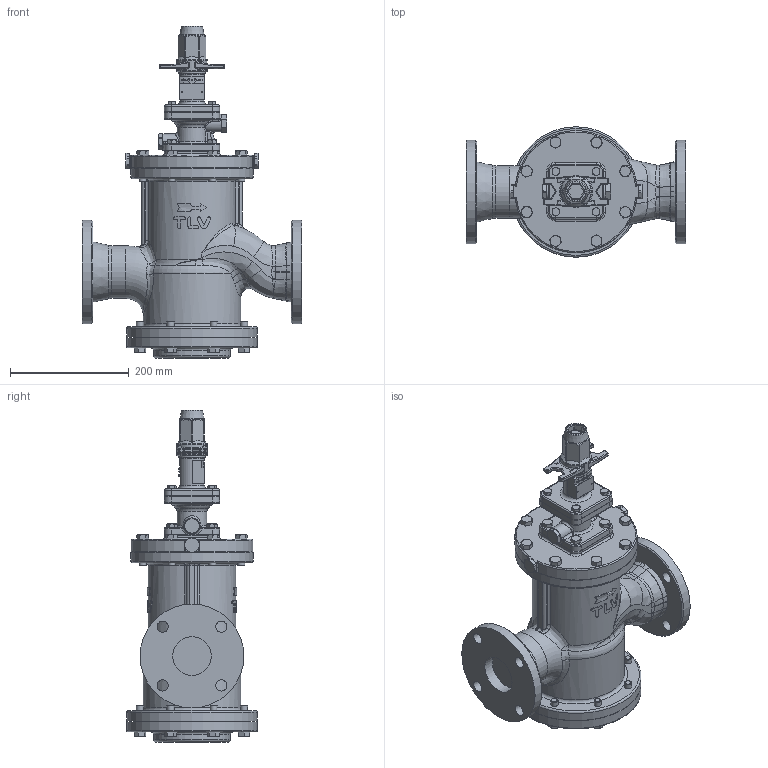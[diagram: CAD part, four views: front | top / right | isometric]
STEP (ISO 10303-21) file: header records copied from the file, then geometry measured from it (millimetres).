
FILE_DESCRIPTION(/* description */ (''),/* implementation_level */ '2;1');
FILE_NAME(/* name */ 'crh16-065-jis10-00.stp',/* time_stamp */ '2024-11-14T15:50:44+09:00',/* author */ ('nakaot'),/* organization */ (''),/* preprocessor_version */ 'ST-DEVELOPER v18.1',/* originating_system */ 'Autodesk Inventor 2022',/* authorisation */ '');
FILE_SCHEMA (('AUTOMOTIVE_DESIGN { 1 0 10303 214 3 1 1 }'));
Length unit declared in the file: millimetre
Products named in the file (1): COSR-16HT 65A 10KFF(修正）
Bounding box: 370 x 220 x 560 mm (x, y, z)
Volume: 10528604.3 mm3; surface area: 644556.3 mm2
Topology: 1 solids, 1 shells, 1318 faces, 3140 edges, 1897 vertices
Faces by surface type: plane 452, cylinder 315, cone 249, bspline 194, torus 92, sphere 16
Full cylindrical faces by diameter (mm): 1.6 x2, 8 x4, 8.376 x4, 10 x4, 12 x40, 14 x16, 19 x8, 42 x1, 45 x1, 45.5 x1, 52 x1, 65 x2, 82.5 x1, 83 x1, 89 x1, 130 x2, 140 x1, 164 x1, 175 x2, 206 x1, 220 x2
Entity records: 45506 total; most frequent: CARTESIAN_POINT 15264, ORIENTED_EDGE 6230, DIRECTION 5862, EDGE_CURVE 3115, AXIS2_PLACEMENT_3D 2407, VERTEX_POINT 1897, EDGE_LOOP 1480, FACE_OUTER_BOUND 1318
